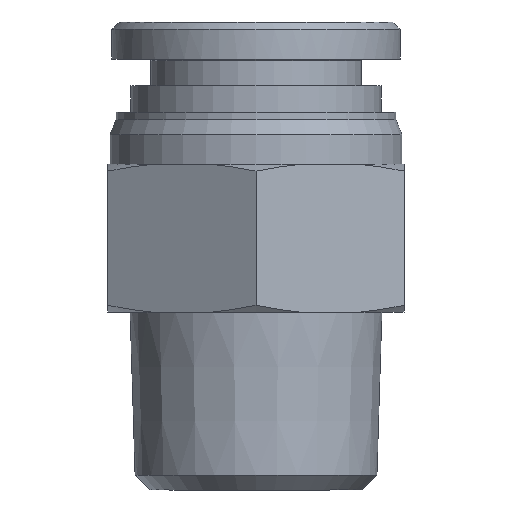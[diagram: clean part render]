
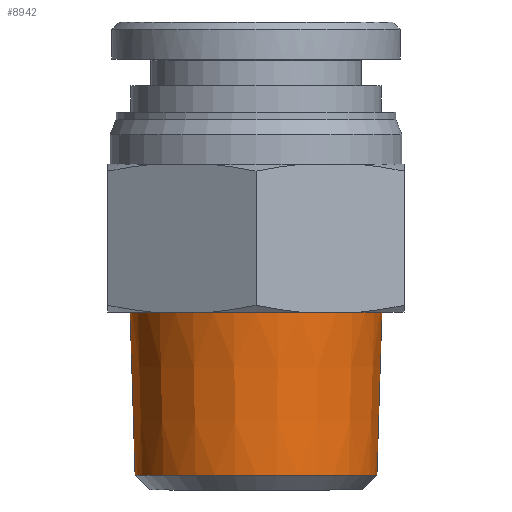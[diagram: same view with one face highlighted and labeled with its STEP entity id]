
A CAD part, left-side view. The second image highlights one B-rep face of the part: STEP entity #8942.
In plain terms, the highlighted conical face has half-angle 1.754 degrees and reference radius 8.316 mm.
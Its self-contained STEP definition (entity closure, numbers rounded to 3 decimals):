
#8911=CARTESIAN_POINT('',(-8.163,1.,0.));
#8912=VERTEX_POINT('',#8911);
#8913=CARTESIAN_POINT('',(0.,1.,0.));
#8914=DIRECTION('',(0.0,-1.0,0.0));
#8915=DIRECTION('',(1.0,0.0,0.0));
#8916=AXIS2_PLACEMENT_3D('',#8913,#8914,#8915);
#8917=CIRCLE('',#8916,8.163);
#8918=EDGE_CURVE('',#8912,#8912,#8917,.T.);
#8923=CARTESIAN_POINT('',(0.,6.,0.0));
#8924=DIRECTION('',(0.,1.0,0.0));
#8925=DIRECTION('',(-1.0,0.0,0.0));
#8926=AXIS2_PLACEMENT_3D('',#8923,#8924,#8925);
#8927=CONICAL_SURFACE('',#8926,8.316,1.754);
#8928=CARTESIAN_POINT('',(-8.5,12.,0.0));
#8929=VERTEX_POINT('',#8928);
#8930=CARTESIAN_POINT('',(0.,12.,0.0));
#8931=DIRECTION('',(0.0,1.0,0.0));
#8932=DIRECTION('',(-1.0,0.0,0.0));
#8933=AXIS2_PLACEMENT_3D('',#8930,#8931,#8932);
#8934=CIRCLE('',#8933,8.5);
#8935=EDGE_CURVE('',#8929,#8929,#8934,.T.);
#8936=ORIENTED_EDGE('',*,*,#8935,.F.);
#8937=EDGE_LOOP('',(#8936));
#8938=FACE_OUTER_BOUND('',#8937,.T.);
#8939=ORIENTED_EDGE('',*,*,#8918,.F.);
#8940=EDGE_LOOP('',(#8939));
#8941=FACE_BOUND('',#8940,.T.);
#8942=ADVANCED_FACE('',(#8938,#8941),#8927,.T.);
